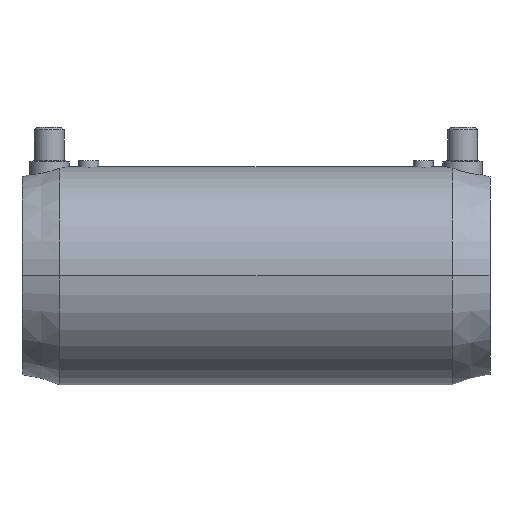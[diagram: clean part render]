
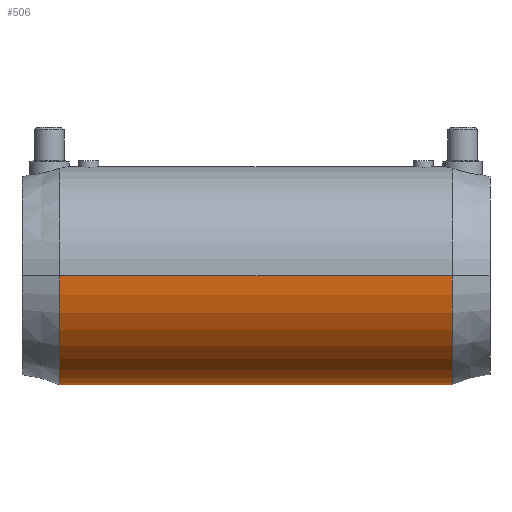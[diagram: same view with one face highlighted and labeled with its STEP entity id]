
A CAD part, front view. The second image highlights one B-rep face of the part: STEP entity #506.
In plain terms, the highlighted cylindrical face has radius 44 mm (diameter 88 mm), a partial arc.
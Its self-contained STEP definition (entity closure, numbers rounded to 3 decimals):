
#412 = VERTEX_POINT( '', #1007 );
#434 = VERTEX_POINT( '', #1035 );
#458 = EDGE_CURVE( '', #748, #792, #1061, .T. );
#506 = ADVANCED_FACE( '', ( #1111 ), #1112, .T. );
#522 = EDGE_CURVE( '', #412, #692, #1133, .T. );
#530 = EDGE_CURVE( '', #412, #748, #1142, .T. );
#636 = EDGE_CURVE( '', #710, #816, #1260, .T. );
#692 = VERTEX_POINT( '', #1327 );
#710 = VERTEX_POINT( '', #1345 );
#748 = VERTEX_POINT( '', #1387 );
#764 = EDGE_CURVE( '', #434, #816, #1404, .T. );
#770 = EDGE_CURVE( '', #434, #792, #1410, .T. );
#792 = VERTEX_POINT( '', #1436 );
#816 = VERTEX_POINT( '', #1463 );
#844 = EDGE_CURVE( '', #692, #710, #1492, .T. );
#1007 = CARTESIAN_POINT( '', ( 56.66, 44., 0. ) );
#1035 = CARTESIAN_POINT( '', ( 173.787, 44., 0. ) );
#1061 = B_SPLINE_CURVE_WITH_KNOTS( '', 3, ( #1990, #1991, #1992, #1993, #1994, #1995, #1996, #1997, #1998, #1999, #2000, #2001, #2002, #2003, #2004, #2005, #2006, #2007, #2008, #2009, #2010, #2011, #2012, #2013, #2014, #2015, #2016, #2017, #2018, #2019, #2020, #2021, #2022, #2023 ), .UNSPECIFIED., .F., .F., ( 4, 2, 2, 2, 2, 2, 2, 2, 2, 2, 2, 2, 2, 2, 2, 2, 4 ), ( 0., 4.001, 8.001, 12.002, 16.003, 20.003, 24.004, 28.005, 32.005, 35.803, 39.601, 43.399, 47.197, 50.995, 54.793, 58.591, 62.388 ), .UNSPECIFIED. );
#1111 = FACE_OUTER_BOUND( '', #2090, .T. );
#1112 = CYLINDRICAL_SURFACE( '', #2091, 44. );
#1133 = LINE( '', #2141, #2142 );
#1142 = B_SPLINE_CURVE_WITH_KNOTS( '', 3, ( #2186, #2187, #2188, #2189, #2190, #2191, #2192, #2193, #2194, #2195, #2196, #2197, #2198, #2199, #2200, #2201, #2202, #2203, #2204, #2205, #2206, #2207, #2208, #2209, #2210, #2211, #2212, #2213, #2214, #2215, #2216, #2217, #2218, #2219 ), .UNSPECIFIED., .F., .F., ( 4, 2, 2, 2, 2, 2, 2, 2, 2, 2, 2, 2, 2, 2, 2, 2, 4 ), ( 187.165, 190.963, 194.761, 198.559, 202.357, 206.155, 209.953, 213.75, 217.548, 221.549, 225.55, 229.55, 233.551, 237.552, 241.552, 245.553, 249.554 ), .UNSPECIFIED. );
#1260 = LINE( '', #2437, #2438 );
#1327 = CARTESIAN_POINT( '', ( 15.213, 44., 0. ) );
#1345 = CARTESIAN_POINT( '', ( 15.213, -44., 0. ) );
#1387 = CARTESIAN_POINT( '', ( 94.5, 22.453, -37.84 ) );
#1404 = CIRCLE( '', #2821, 44. );
#1410 = LINE( '', #2828, #2829 );
#1436 = CARTESIAN_POINT( '', ( 132.34, 44., 0. ) );
#1463 = CARTESIAN_POINT( '', ( 173.787, -44., 0. ) );
#1492 = CIRCLE( '', #2971, 44. );
#1990 = CARTESIAN_POINT( '', ( 94.5, 22.453, -37.84 ) );
#1991 = CARTESIAN_POINT( '', ( 95.834, 22.453, -37.84 ) );
#1992 = CARTESIAN_POINT( '', ( 97.145, 22.573, -37.77 ) );
#1993 = CARTESIAN_POINT( '', ( 99.719, 23.017, -37.501 ) );
#1994 = CARTESIAN_POINT( '', ( 100.982, 23.341, -37.302 ) );
#1995 = CARTESIAN_POINT( '', ( 103.457, 24.145, -36.786 ) );
#1996 = CARTESIAN_POINT( '', ( 104.67, 24.626, -36.469 ) );
#1997 = CARTESIAN_POINT( '', ( 107.042, 25.697, -35.723 ) );
#1998 = CARTESIAN_POINT( '', ( 108.202, 26.287, -35.294 ) );
#1999 = CARTESIAN_POINT( '', ( 110.465, 27.534, -34.329 ) );
#2000 = CARTESIAN_POINT( '', ( 111.568, 28.191, -33.794 ) );
#2001 = CARTESIAN_POINT( '', ( 113.709, 29.537, -32.625 ) );
#2002 = CARTESIAN_POINT( '', ( 114.747, 30.225, -31.991 ) );
#2003 = CARTESIAN_POINT( '', ( 116.747, 31.6, -30.633 ) );
#2004 = CARTESIAN_POINT( '', ( 117.71, 32.287, -29.909 ) );
#2005 = CARTESIAN_POINT( '', ( 119.551, 33.634, -28.386 ) );
#2006 = CARTESIAN_POINT( '', ( 120.428, 34.294, -27.586 ) );
#2007 = CARTESIAN_POINT( '', ( 122.044, 35.532, -25.97 ) );
#2008 = CARTESIAN_POINT( '', ( 122.817, 36.135, -25.128 ) );
#2009 = CARTESIAN_POINT( '', ( 124.308, 37.316, -23.338 ) );
#2010 = CARTESIAN_POINT( '', ( 125.028, 37.893, -22.392 ) );
#2011 = CARTESIAN_POINT( '', ( 126.391, 39., -20.403 ) );
#2012 = CARTESIAN_POINT( '', ( 127.036, 39.53, -19.361 ) );
#2013 = CARTESIAN_POINT( '', ( 128.231, 40.519, -17.193 ) );
#2014 = CARTESIAN_POINT( '', ( 128.782, 40.98, -16.068 ) );
#2015 = CARTESIAN_POINT( '', ( 129.775, 41.814, -13.752 ) );
#2016 = CARTESIAN_POINT( '', ( 130.218, 42.189, -12.558 ) );
#2017 = CARTESIAN_POINT( '', ( 130.984, 42.839, -10.122 ) );
#2018 = CARTESIAN_POINT( '', ( 131.306, 43.114, -8.878 ) );
#2019 = CARTESIAN_POINT( '', ( 131.823, 43.556, -6.363 ) );
#2020 = CARTESIAN_POINT( '', ( 132.018, 43.723, -5.091 ) );
#2021 = CARTESIAN_POINT( '', ( 132.276, 43.945, -2.542 ) );
#2022 = CARTESIAN_POINT( '', ( 132.34, 44., -1.266 ) );
#2023 = CARTESIAN_POINT( '', ( 132.34, 44., 0. ) );
#2090 = EDGE_LOOP( '', ( #3303, #3304, #3305, #3306, #3307, #3308, #3309 ) );
#2091 = AXIS2_PLACEMENT_3D( '', #3310, #3311, #3312 );
#2141 = CARTESIAN_POINT( '', ( 94.5, 44., 0. ) );
#2142 = VECTOR( '', #3341, 1. );
#2186 = CARTESIAN_POINT( '', ( 56.66, 44., 0. ) );
#2187 = CARTESIAN_POINT( '', ( 56.66, 44., -1.266 ) );
#2188 = CARTESIAN_POINT( '', ( 56.724, 43.945, -2.542 ) );
#2189 = CARTESIAN_POINT( '', ( 56.982, 43.723, -5.091 ) );
#2190 = CARTESIAN_POINT( '', ( 57.177, 43.556, -6.363 ) );
#2191 = CARTESIAN_POINT( '', ( 57.694, 43.114, -8.878 ) );
#2192 = CARTESIAN_POINT( '', ( 58.016, 42.839, -10.122 ) );
#2193 = CARTESIAN_POINT( '', ( 58.782, 42.189, -12.558 ) );
#2194 = CARTESIAN_POINT( '', ( 59.225, 41.814, -13.752 ) );
#2195 = CARTESIAN_POINT( '', ( 60.218, 40.98, -16.068 ) );
#2196 = CARTESIAN_POINT( '', ( 60.769, 40.519, -17.193 ) );
#2197 = CARTESIAN_POINT( '', ( 61.964, 39.53, -19.361 ) );
#2198 = CARTESIAN_POINT( '', ( 62.609, 39., -20.403 ) );
#2199 = CARTESIAN_POINT( '', ( 63.972, 37.893, -22.392 ) );
#2200 = CARTESIAN_POINT( '', ( 64.692, 37.316, -23.338 ) );
#2201 = CARTESIAN_POINT( '', ( 66.183, 36.135, -25.128 ) );
#2202 = CARTESIAN_POINT( '', ( 66.956, 35.532, -25.97 ) );
#2203 = CARTESIAN_POINT( '', ( 68.572, 34.294, -27.586 ) );
#2204 = CARTESIAN_POINT( '', ( 69.449, 33.634, -28.386 ) );
#2205 = CARTESIAN_POINT( '', ( 71.29, 32.287, -29.909 ) );
#2206 = CARTESIAN_POINT( '', ( 72.253, 31.6, -30.633 ) );
#2207 = CARTESIAN_POINT( '', ( 74.253, 30.225, -31.991 ) );
#2208 = CARTESIAN_POINT( '', ( 75.291, 29.537, -32.625 ) );
#2209 = CARTESIAN_POINT( '', ( 77.432, 28.191, -33.794 ) );
#2210 = CARTESIAN_POINT( '', ( 78.535, 27.534, -34.329 ) );
#2211 = CARTESIAN_POINT( '', ( 80.798, 26.287, -35.294 ) );
#2212 = CARTESIAN_POINT( '', ( 81.958, 25.697, -35.723 ) );
#2213 = CARTESIAN_POINT( '', ( 84.33, 24.626, -36.469 ) );
#2214 = CARTESIAN_POINT( '', ( 85.543, 24.145, -36.786 ) );
#2215 = CARTESIAN_POINT( '', ( 88.018, 23.341, -37.302 ) );
#2216 = CARTESIAN_POINT( '', ( 89.281, 23.017, -37.501 ) );
#2217 = CARTESIAN_POINT( '', ( 91.855, 22.573, -37.77 ) );
#2218 = CARTESIAN_POINT( '', ( 93.166, 22.453, -37.84 ) );
#2219 = CARTESIAN_POINT( '', ( 94.5, 22.453, -37.84 ) );
#2437 = CARTESIAN_POINT( '', ( 94.5, -44., 0. ) );
#2438 = VECTOR( '', #3489, 1. );
#2821 = AXIS2_PLACEMENT_3D( '', #3652, #3653, #3654 );
#2828 = CARTESIAN_POINT( '', ( 94.5, 44., 0. ) );
#2829 = VECTOR( '', #3655, 1. );
#2971 = AXIS2_PLACEMENT_3D( '', #3730, #3731, #3732 );
#3303 = ORIENTED_EDGE( '', *, *, #770, .F. );
#3304 = ORIENTED_EDGE( '', *, *, #764, .T. );
#3305 = ORIENTED_EDGE( '', *, *, #636, .F. );
#3306 = ORIENTED_EDGE( '', *, *, #844, .F. );
#3307 = ORIENTED_EDGE( '', *, *, #522, .F. );
#3308 = ORIENTED_EDGE( '', *, *, #530, .T. );
#3309 = ORIENTED_EDGE( '', *, *, #458, .T. );
#3310 = CARTESIAN_POINT( '', ( 94.5, 0., 0. ) );
#3311 = DIRECTION( '', ( 1., 0., 0. ) );
#3312 = DIRECTION( '', ( 0., 1., 0. ) );
#3341 = DIRECTION( '', ( -1., 0., 0. ) );
#3489 = DIRECTION( '', ( 1., 0., 0. ) );
#3652 = CARTESIAN_POINT( '', ( 173.787, 0., 0. ) );
#3653 = DIRECTION( '', ( -1., 0., 0. ) );
#3654 = DIRECTION( '', ( 0., 1., 0. ) );
#3655 = DIRECTION( '', ( -1., 0., 0. ) );
#3730 = CARTESIAN_POINT( '', ( 15.213, 0., 0. ) );
#3731 = DIRECTION( '', ( -1., 0., 0. ) );
#3732 = DIRECTION( '', ( 0., 1., 0. ) );
